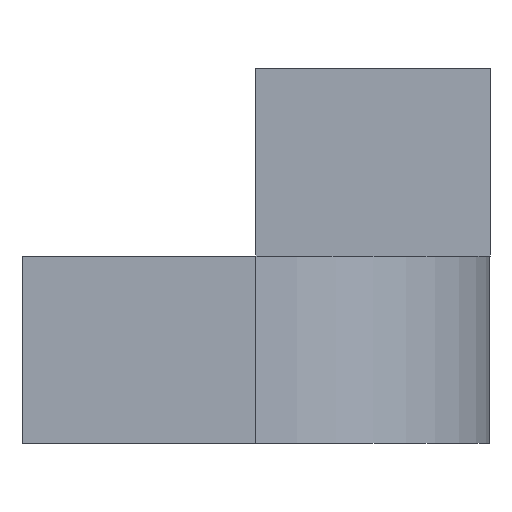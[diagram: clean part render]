
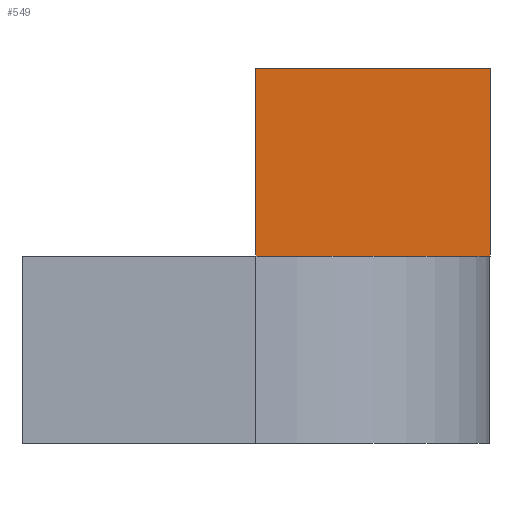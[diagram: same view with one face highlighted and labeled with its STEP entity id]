
A CAD part, front view. The second image highlights one B-rep face of the part: STEP entity #549.
In plain terms, the highlighted planar face has unit normal (0, -1, 0).
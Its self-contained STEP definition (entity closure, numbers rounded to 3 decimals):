
#33=FACE_OUTER_BOUND('',#61,.T.);
#61=EDGE_LOOP('',(#377,#378,#379,#380));
#100=LINE('',#792,#171);
#102=LINE('',#796,#173);
#103=LINE('',#798,#174);
#104=LINE('',#799,#175);
#171=VECTOR('',#640,10.);
#173=VECTOR('',#644,10.);
#174=VECTOR('',#645,10.);
#175=VECTOR('',#646,10.);
#241=VERTEX_POINT('',#789);
#242=VERTEX_POINT('',#791);
#243=VERTEX_POINT('',#795);
#244=VERTEX_POINT('',#797);
#295=EDGE_CURVE('',#241,#242,#100,.T.);
#297=EDGE_CURVE('',#242,#243,#102,.T.);
#298=EDGE_CURVE('',#244,#241,#103,.T.);
#299=EDGE_CURVE('',#243,#244,#104,.T.);
#377=ORIENTED_EDGE('',*,*,#297,.F.);
#378=ORIENTED_EDGE('',*,*,#295,.F.);
#379=ORIENTED_EDGE('',*,*,#298,.F.);
#380=ORIENTED_EDGE('',*,*,#299,.F.);
#525=PLANE('',#591);
#549=ADVANCED_FACE('',(#33),#525,.F.);
#591=AXIS2_PLACEMENT_3D('',#794,#642,#643);
#640=DIRECTION('',(0.,0.,1.));
#642=DIRECTION('center_axis',(0.,1.,0.));
#643=DIRECTION('ref_axis',(0.,0.,1.));
#644=DIRECTION('',(1.,0.,0.));
#645=DIRECTION('',(-1.,0.,0.));
#646=DIRECTION('',(0.,0.,-1.));
#789=CARTESIAN_POINT('',(160.,-59.9,13.));
#791=CARTESIAN_POINT('',(160.,-59.9,21.));
#792=CARTESIAN_POINT('',(160.,-59.9,23.));
#794=CARTESIAN_POINT('Origin',(160.,-59.9,21.));
#795=CARTESIAN_POINT('',(170.,-59.9,21.));
#796=CARTESIAN_POINT('',(80.,-59.9,21.));
#797=CARTESIAN_POINT('',(170.,-59.9,13.));
#798=CARTESIAN_POINT('',(160.,-59.9,13.));
#799=CARTESIAN_POINT('',(170.,-59.9,13.));
